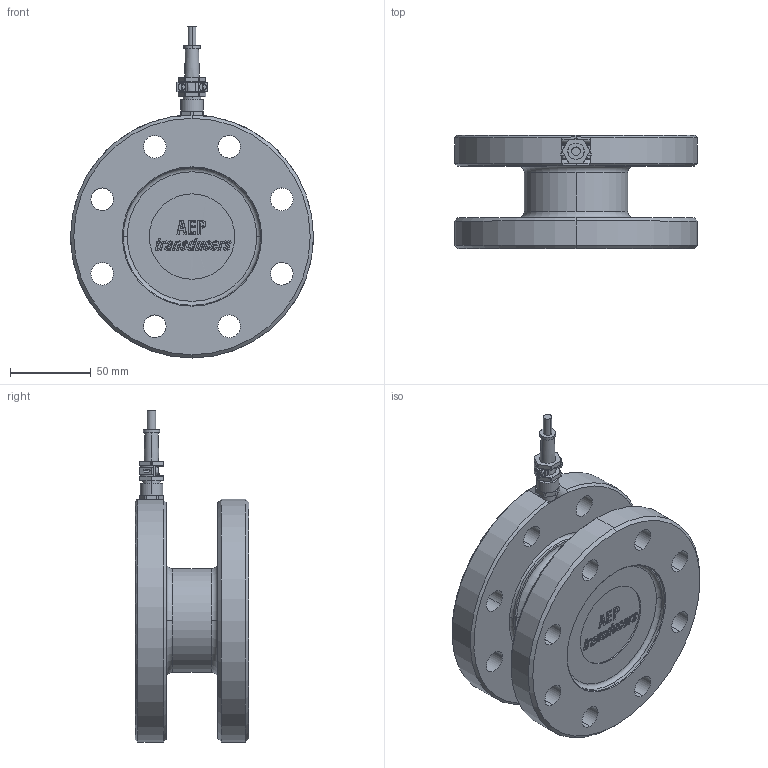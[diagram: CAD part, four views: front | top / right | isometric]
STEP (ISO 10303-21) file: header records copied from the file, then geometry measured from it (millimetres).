
FILE_DESCRIPTION(('STEP AP214'),'1');
FILE_NAME('TRX 5kNm.stp','2015-05-20T07:26:11',(' '),(' '),'Spatial InterOp 3D',' ',' ');
FILE_SCHEMA(('automotive_design'));
Length unit declared in the file: metre
Products named in the file (1): Body
Bounding box: 150 x 70 x 205 mm (x, y, z)
Volume: 654616.8 mm3; surface area: 103644.1 mm2
Topology: 1 solids, 3 shells, 289 faces, 1003 edges, 773 vertices
Faces by surface type: plane 121, cylinder 119, torus 24, cone 22, extrusion 3
Entity records: 14147 total; most frequent: CARTESIAN_POINT 2723, ORIENTED_EDGE 2006, DIRECTION 1798, EDGE_CURVE 1003, VERTEX_POINT 773, AXIS2_PLACEMENT_3D 655, VECTOR 488, LINE 485
